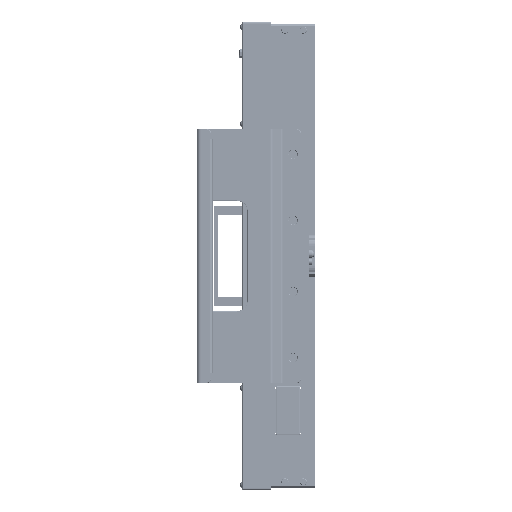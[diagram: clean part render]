
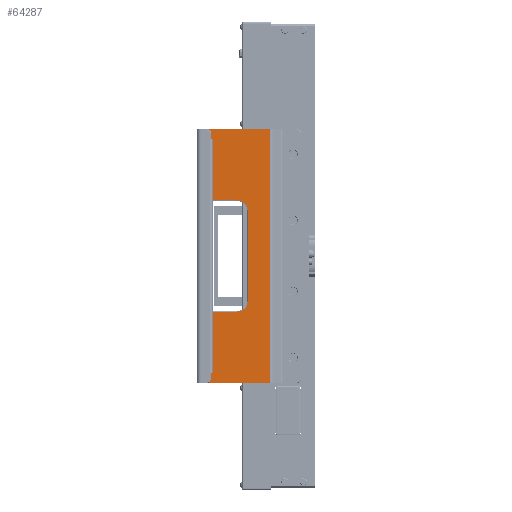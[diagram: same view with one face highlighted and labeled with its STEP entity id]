
A CAD part, left-side view. The second image highlights one B-rep face of the part: STEP entity #64287.
In plain terms, the highlighted face is planar.
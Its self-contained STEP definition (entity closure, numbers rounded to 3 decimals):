
#695 = DIRECTION ( 'NONE',  ( 0., -1., 0. ) ) ;
#2972 = LINE ( 'NONE', #51690, #6057 ) ;
#4852 = CARTESIAN_POINT ( 'NONE',  ( 12., 63., 44.1 ) ) ;
#6057 = VECTOR ( 'NONE', #48245, 1000. ) ;
#8372 = EDGE_CURVE ( 'NONE', #49931, #14817, #47360, .T. ) ;
#8382 = EDGE_CURVE ( 'NONE', #103222, #73542, #70441, .T. ) ;
#9161 = CARTESIAN_POINT ( 'NONE',  ( 12., 52.5, -44.1 ) ) ;
#13384 = DIRECTION ( 'NONE',  ( -1., 0., 0. ) ) ;
#14817 = VERTEX_POINT ( 'NONE', #9161 ) ;
#14936 = DIRECTION ( 'NONE',  ( 0., 1., 0. ) ) ;
#15878 = ORIENTED_EDGE ( 'NONE', *, *, #8382, .T. ) ;
#16321 = LINE ( 'NONE', #119264, #60528 ) ;
#17781 = EDGE_CURVE ( 'NONE', #103542, #139171, #100258, .T. ) ;
#17872 = VECTOR ( 'NONE', #109236, 1000. ) ;
#19595 = ORIENTED_EDGE ( 'NONE', *, *, #22287, .T. ) ;
#21024 = CARTESIAN_POINT ( 'NONE',  ( 12., 99., 54.6 ) ) ;
#22287 = EDGE_CURVE ( 'NONE', #132860, #44474, #25609, .T. ) ;
#25462 = ORIENTED_EDGE ( 'NONE', *, *, #35772, .T. ) ;
#25609 = LINE ( 'NONE', #138947, #32804 ) ;
#26217 = CARTESIAN_POINT ( 'NONE',  ( 12., 99., 124.5 ) ) ;
#28425 = VECTOR ( 'NONE', #32180, 1000. ) ;
#29729 = ORIENTED_EDGE ( 'NONE', *, *, #133452, .T. ) ;
#30743 = DIRECTION ( 'NONE',  ( 0., -1., 0. ) ) ;
#32180 = DIRECTION ( 'NONE',  ( 0., 1., 0. ) ) ;
#32804 = VECTOR ( 'NONE', #124936, 1000. ) ;
#34159 = CARTESIAN_POINT ( 'NONE',  ( 12., 63., -44.1 ) ) ;
#34259 = ORIENTED_EDGE ( 'NONE', *, *, #90513, .T. ) ;
#34885 = DIRECTION ( 'NONE',  ( 0., 1., 0. ) ) ;
#35772 = EDGE_CURVE ( 'NONE', #139171, #103222, #16321, .T. ) ;
#41167 = LINE ( 'NONE', #64109, #17872 ) ;
#44474 = VERTEX_POINT ( 'NONE', #132158 ) ;
#47360 = CIRCLE ( 'NONE', #144373, 10.5 ) ;
#47479 = CARTESIAN_POINT ( 'NONE',  ( 12., 30.828, 124.5 ) ) ;
#47948 = VECTOR ( 'NONE', #124752, 1000. ) ;
#48245 = DIRECTION ( 'NONE',  ( 0., 1., 0. ) ) ;
#49749 = DIRECTION ( 'NONE',  ( 1., 0., 0. ) ) ;
#49931 = VERTEX_POINT ( 'NONE', #108626 ) ;
#51554 = DIRECTION ( 'NONE',  ( 0., 1., 0. ) ) ;
#51690 = CARTESIAN_POINT ( 'NONE',  ( 12., 103., -124.5 ) ) ;
#52495 = AXIS2_PLACEMENT_3D ( 'NONE', #4852, #95949, #51554 ) ;
#60113 = PLANE ( 'NONE',  #115373 ) ;
#60528 = VECTOR ( 'NONE', #129647, 1000. ) ;
#63355 = CARTESIAN_POINT ( 'NONE',  ( 12., 63., -54.6 ) ) ;
#64109 = CARTESIAN_POINT ( 'NONE',  ( 12., 52.5, 44.1 ) ) ;
#64287 = ADVANCED_FACE ( 'NONE', ( #72006 ), #60113, .T. ) ;
#68439 = CARTESIAN_POINT ( 'NONE',  ( 12., 30.828, 125. ) ) ;
#70441 = LINE ( 'NONE', #47479, #96990 ) ;
#72006 = FACE_OUTER_BOUND ( 'NONE', #74935, .T. ) ;
#73184 = EDGE_CURVE ( 'NONE', #85945, #132860, #2972, .T. ) ;
#73542 = VERTEX_POINT ( 'NONE', #127864 ) ;
#73777 = CIRCLE ( 'NONE', #52495, 10.5 ) ;
#74935 = EDGE_LOOP ( 'NONE', ( #34259, #109639, #19595, #29729, #94180, #113262, #123118, #82174, #25462, #15878 ) ) ;
#75203 = LINE ( 'NONE', #63355, #137152 ) ;
#80840 = EDGE_CURVE ( 'NONE', #14817, #93133, #41167, .T. ) ;
#82174 = ORIENTED_EDGE ( 'NONE', *, *, #17781, .T. ) ;
#85520 = LINE ( 'NONE', #68439, #47948 ) ;
#85945 = VERTEX_POINT ( 'NONE', #137527 ) ;
#90513 = EDGE_CURVE ( 'NONE', #73542, #85945, #85520, .T. ) ;
#93133 = VERTEX_POINT ( 'NONE', #137315 ) ;
#94180 = ORIENTED_EDGE ( 'NONE', *, *, #8372, .T. ) ;
#95949 = DIRECTION ( 'NONE',  ( -1., 0., 0. ) ) ;
#96990 = VECTOR ( 'NONE', #695, 1000. ) ;
#99338 = CARTESIAN_POINT ( 'NONE',  ( 12., 99., 54.6 ) ) ;
#100258 = LINE ( 'NONE', #21024, #28425 ) ;
#103222 = VERTEX_POINT ( 'NONE', #26217 ) ;
#103542 = VERTEX_POINT ( 'NONE', #126610 ) ;
#104513 = CARTESIAN_POINT ( 'NONE',  ( 12., 103., 125. ) ) ;
#108626 = CARTESIAN_POINT ( 'NONE',  ( 12., 63., -54.6 ) ) ;
#109236 = DIRECTION ( 'NONE',  ( 0., 0., 1. ) ) ;
#109639 = ORIENTED_EDGE ( 'NONE', *, *, #73184, .T. ) ;
#113262 = ORIENTED_EDGE ( 'NONE', *, *, #80840, .T. ) ;
#114085 = EDGE_CURVE ( 'NONE', #93133, #103542, #73777, .T. ) ;
#115373 = AXIS2_PLACEMENT_3D ( 'NONE', #104513, #49749, #14936 ) ;
#119264 = CARTESIAN_POINT ( 'NONE',  ( 12., 99., 125. ) ) ;
#123118 = ORIENTED_EDGE ( 'NONE', *, *, #114085, .T. ) ;
#124752 = DIRECTION ( 'NONE',  ( 0., 0., -1. ) ) ;
#124936 = DIRECTION ( 'NONE',  ( 0., 0., 1. ) ) ;
#126610 = CARTESIAN_POINT ( 'NONE',  ( 12., 63., 54.6 ) ) ;
#127864 = CARTESIAN_POINT ( 'NONE',  ( 12., 30.828, 124.5 ) ) ;
#128034 = CARTESIAN_POINT ( 'NONE',  ( 12., 99., -124.5 ) ) ;
#129647 = DIRECTION ( 'NONE',  ( 0., 0., 1. ) ) ;
#132158 = CARTESIAN_POINT ( 'NONE',  ( 12., 99., -54.6 ) ) ;
#132860 = VERTEX_POINT ( 'NONE', #128034 ) ;
#133452 = EDGE_CURVE ( 'NONE', #44474, #49931, #75203, .T. ) ;
#137152 = VECTOR ( 'NONE', #30743, 1000. ) ;
#137315 = CARTESIAN_POINT ( 'NONE',  ( 12., 52.5, 44.1 ) ) ;
#137527 = CARTESIAN_POINT ( 'NONE',  ( 12., 30.828, -124.5 ) ) ;
#138947 = CARTESIAN_POINT ( 'NONE',  ( 12., 99., 125. ) ) ;
#139171 = VERTEX_POINT ( 'NONE', #99338 ) ;
#144373 = AXIS2_PLACEMENT_3D ( 'NONE', #34159, #13384, #34885 ) ;
